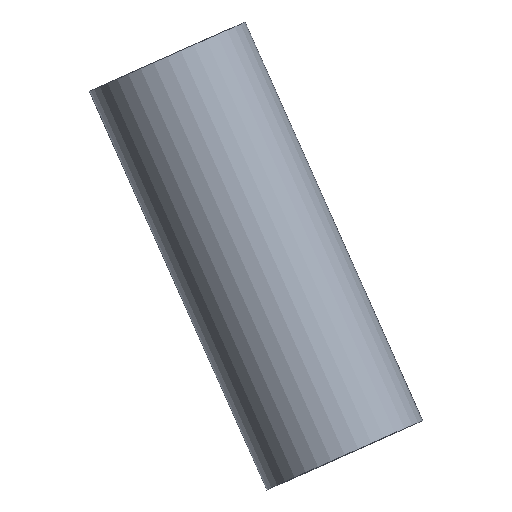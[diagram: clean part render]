
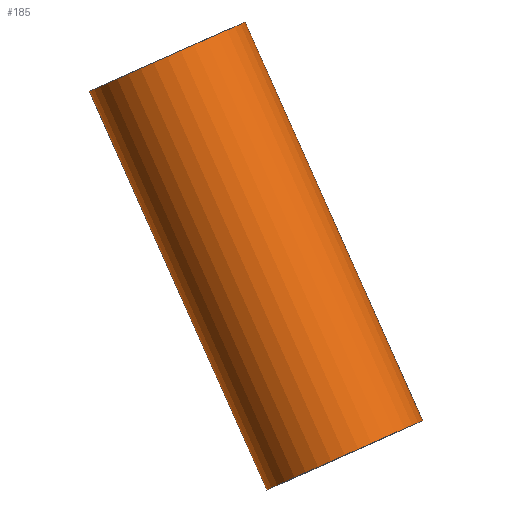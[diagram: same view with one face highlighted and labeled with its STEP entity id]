
A CAD part, top view. The second image highlights one B-rep face of the part: STEP entity #185.
In plain terms, the highlighted cylindrical face has radius 17 mm (diameter 34 mm), a partial arc.
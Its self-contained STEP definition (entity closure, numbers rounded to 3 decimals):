
#5 = CARTESIAN_POINT ( 'NONE',  ( 307.404, 1000.61, 0. ) ) ;
#20 = LINE ( 'NONE', #38, #83 ) ;
#38 = CARTESIAN_POINT ( 'NONE',  ( 338.465, 1014.439, 0. ) ) ;
#40 = CARTESIAN_POINT ( 'NONE',  ( 398.066, 796.981, 0. ) ) ;
#48 = CIRCLE ( 'NONE', #176, 17. ) ;
#52 = AXIS2_PLACEMENT_3D ( 'NONE', #76, #59, #126 ) ;
#59 = DIRECTION ( 'NONE',  ( -0.407, 0.914, 0. ) ) ;
#74 = FACE_OUTER_BOUND ( 'NONE', #177, .T. ) ;
#76 = CARTESIAN_POINT ( 'NONE',  ( 322.935, 1007.525, 0. ) ) ;
#83 = VECTOR ( 'NONE', #107, 1000. ) ;
#92 = CARTESIAN_POINT ( 'NONE',  ( 378.21, 883.374, 0. ) ) ;
#107 = DIRECTION ( 'NONE',  ( -0.407, 0.914, 0. ) ) ;
#114 = ORIENTED_EDGE ( 'NONE', *, *, #272, .T. ) ;
#126 = DIRECTION ( 'NONE',  ( -0.914, -0.407, 0. ) ) ;
#134 = EDGE_CURVE ( 'NONE', #213, #204, #48, .T. ) ;
#136 = ORIENTED_EDGE ( 'NONE', *, *, #276, .T. ) ;
#141 = VECTOR ( 'NONE', #281, 1000. ) ;
#151 = DIRECTION ( 'NONE',  ( -0.407, 0.914, 0. ) ) ;
#161 = ORIENTED_EDGE ( 'NONE', *, *, #134, .F. ) ;
#176 = AXIS2_PLACEMENT_3D ( 'NONE', #92, #236, #183 ) ;
#177 = EDGE_LOOP ( 'NONE', ( #136, #114, #161, #230 ) ) ;
#180 = EDGE_CURVE ( 'NONE', #257, #213, #210, .T. ) ;
#183 = DIRECTION ( 'NONE',  ( -0.914, -0.407, 0. ) ) ;
#185 = ADVANCED_FACE ( 'NONE', ( #74 ), #189, .T. ) ;
#189 = CYLINDRICAL_SURFACE ( 'NONE', #52, 17. ) ;
#197 = CARTESIAN_POINT ( 'NONE',  ( 429.127, 810.81, 0. ) ) ;
#199 = DIRECTION ( 'NONE',  ( -0.914, -0.407, 0. ) ) ;
#204 = VERTEX_POINT ( 'NONE', #286 ) ;
#210 = LINE ( 'NONE', #5, #141 ) ;
#213 = VERTEX_POINT ( 'NONE', #243 ) ;
#225 = AXIS2_PLACEMENT_3D ( 'NONE', #269, #151, #199 ) ;
#230 = ORIENTED_EDGE ( 'NONE', *, *, #180, .F. ) ;
#236 = DIRECTION ( 'NONE',  ( -0.407, 0.914, 0. ) ) ;
#243 = CARTESIAN_POINT ( 'NONE',  ( 362.68, 876.459, 0. ) ) ;
#256 = CIRCLE ( 'NONE', #225, 17. ) ;
#257 = VERTEX_POINT ( 'NONE', #40 ) ;
#269 = CARTESIAN_POINT ( 'NONE',  ( 413.596, 803.895, 0. ) ) ;
#272 = EDGE_CURVE ( 'NONE', #285, #204, #20, .T. ) ;
#276 = EDGE_CURVE ( 'NONE', #257, #285, #256, .T. ) ;
#281 = DIRECTION ( 'NONE',  ( -0.407, 0.914, 0. ) ) ;
#285 = VERTEX_POINT ( 'NONE', #197 ) ;
#286 = CARTESIAN_POINT ( 'NONE',  ( 393.741, 890.288, 0. ) ) ;
